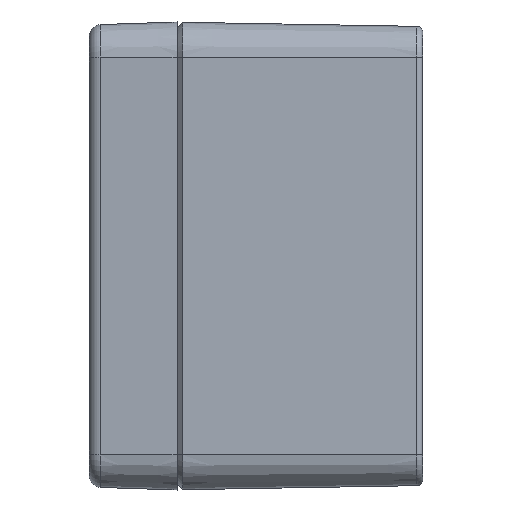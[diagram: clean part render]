
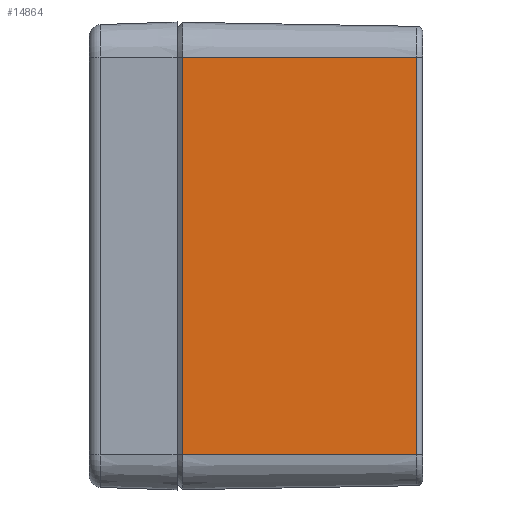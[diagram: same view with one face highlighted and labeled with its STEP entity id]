
A CAD part, left-side view. The second image highlights one B-rep face of the part: STEP entity #14864.
In plain terms, the highlighted planar face has unit normal (-1, -0.018, 0).
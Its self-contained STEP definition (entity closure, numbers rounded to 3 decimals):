
#1163=LINE('',#27684,#2353);
#1164=LINE('',#27690,#2354);
#1165=LINE('',#27691,#2355);
#1166=LINE('',#27692,#2356);
#2353=VECTOR('',#18989,1000.);
#2354=VECTOR('',#18996,1000.);
#2355=VECTOR('',#18997,1000.);
#2356=VECTOR('',#18998,1000.);
#3109=PLANE('',#16293);
#4392=FACE_OUTER_BOUND('',#5450,.T.);
#5450=EDGE_LOOP('',(#12169,#12170,#12171,#12172));
#7406=VERTEX_POINT('',#27682);
#7407=VERTEX_POINT('',#27683);
#7408=VERTEX_POINT('',#27688);
#7409=VERTEX_POINT('',#27689);
#9143=EDGE_CURVE('',#7406,#7407,#1163,.T.);
#9146=EDGE_CURVE('',#7408,#7409,#1164,.T.);
#9147=EDGE_CURVE('',#7409,#7407,#1165,.T.);
#9148=EDGE_CURVE('',#7406,#7408,#1166,.T.);
#12169=ORIENTED_EDGE('',*,*,#9146,.T.);
#12170=ORIENTED_EDGE('',*,*,#9147,.T.);
#12171=ORIENTED_EDGE('',*,*,#9143,.F.);
#12172=ORIENTED_EDGE('',*,*,#9148,.T.);
#14864=ADVANCED_FACE('',(#4392),#3109,.T.);
#16293=AXIS2_PLACEMENT_3D('',#27687,#18994,#18995);
#18989=DIRECTION('',(-0.017,1.,0.));
#18994=DIRECTION('center_axis',(-1.,-0.017,
0.));
#18995=DIRECTION('ref_axis',(0.017,-1.,0.));
#18996=DIRECTION('',(-0.017,1.,0.));
#18997=DIRECTION('',(0.,0.,-1.));
#18998=DIRECTION('',(0.,0.,1.));
#27682=CARTESIAN_POINT('',(-61.758,-42.517,-34.));
#27683=CARTESIAN_POINT('',(-62.456,-2.5,-34.));
#27684=CARTESIAN_POINT('',(-62.5,0.,-34.));
#27687=CARTESIAN_POINT('Origin',(-62.5,0.,-34.));
#27688=CARTESIAN_POINT('',(-61.758,-42.517,34.));
#27689=CARTESIAN_POINT('',(-62.456,-2.5,34.));
#27690=CARTESIAN_POINT('',(-62.5,0.,34.));
#27691=CARTESIAN_POINT('',(-62.456,-2.5,-34.));
#27692=CARTESIAN_POINT('',(-61.758,-42.517,34.));
